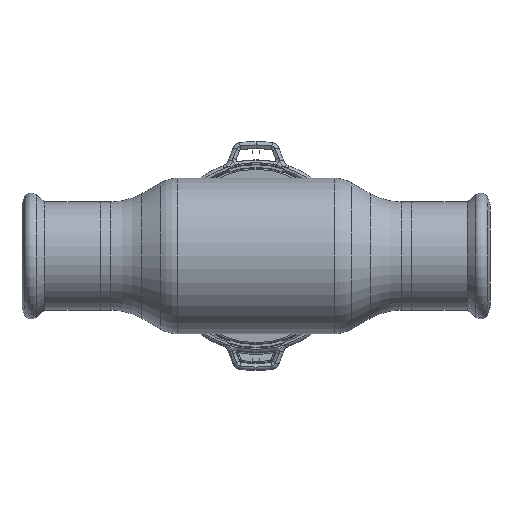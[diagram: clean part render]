
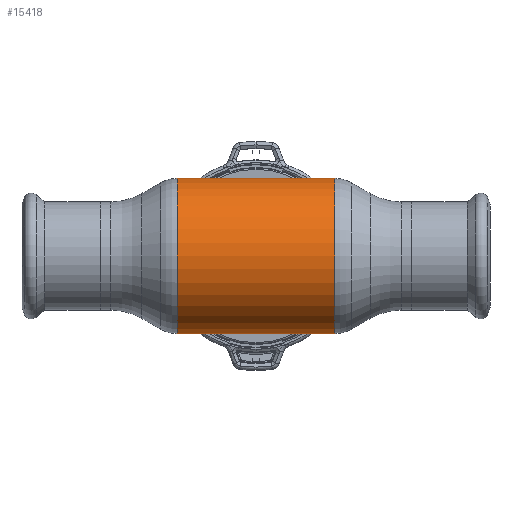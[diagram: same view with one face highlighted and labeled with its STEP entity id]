
A CAD part, front view. The second image highlights one B-rep face of the part: STEP entity #15418.
In plain terms, the highlighted cylindrical face has radius 27.5 mm (diameter 55 mm), a partial arc.
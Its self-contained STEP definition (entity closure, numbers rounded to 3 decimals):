
#984 = VECTOR ( 'NONE', #25932, 1000. ) ;
#1657 = VERTEX_POINT ( 'NONE', #31409 ) ;
#2402 = CARTESIAN_POINT ( 'NONE',  ( -62.69, 0., -27.5 ) ) ;
#2525 = CARTESIAN_POINT ( 'NONE',  ( -62.69, 0., 0. ) ) ;
#6106 = CYLINDRICAL_SURFACE ( 'NONE', #32828, 27.5 ) ;
#8364 = CARTESIAN_POINT ( 'NONE',  ( 27.785, 0., -27.5 ) ) ;
#8848 = ORIENTED_EDGE ( 'NONE', *, *, #37872, .T. ) ;
#10005 = EDGE_CURVE ( 'NONE', #30809, #1657, #26453, .T. ) ;
#10495 = DIRECTION ( 'NONE',  ( 0., 0., 1. ) ) ;
#11380 = DIRECTION ( 'NONE',  ( 0., 0., 1. ) ) ;
#13043 = ORIENTED_EDGE ( 'NONE', *, *, #10005, .F. ) ;
#13493 = DIRECTION ( 'NONE',  ( -1., 0., 0. ) ) ;
#13899 = EDGE_CURVE ( 'NONE', #17954, #30809, #17926, .T. ) ;
#14725 = CARTESIAN_POINT ( 'NONE',  ( -27.785, 0., -27.5 ) ) ;
#15418 = ADVANCED_FACE ( 'NONE', ( #35858 ), #6106, .T. ) ;
#15738 = ORIENTED_EDGE ( 'NONE', *, *, #13899, .F. ) ;
#16233 = ORIENTED_EDGE ( 'NONE', *, *, #21463, .T. ) ;
#17695 = DIRECTION ( 'NONE',  ( -1., 0., 0. ) ) ;
#17926 = LINE ( 'NONE', #2402, #21213 ) ;
#17954 = VERTEX_POINT ( 'NONE', #8364 ) ;
#20899 = CARTESIAN_POINT ( 'NONE',  ( 27.785, 0., 0. ) ) ;
#21213 = VECTOR ( 'NONE', #29770, 1000. ) ;
#21463 = EDGE_CURVE ( 'NONE', #17954, #27694, #22693, .T. ) ;
#22693 = CIRCLE ( 'NONE', #23332, 27.5 ) ;
#23134 = LINE ( 'NONE', #38850, #984 ) ;
#23332 = AXIS2_PLACEMENT_3D ( 'NONE', #20899, #36078, #11380 ) ;
#25932 = DIRECTION ( 'NONE',  ( -1., 0., 0. ) ) ;
#26453 = CIRCLE ( 'NONE', #31532, 27.5 ) ;
#27694 = VERTEX_POINT ( 'NONE', #38951 ) ;
#29058 = EDGE_LOOP ( 'NONE', ( #15738, #16233, #8848, #13043 ) ) ;
#29770 = DIRECTION ( 'NONE',  ( -1., 0., 0. ) ) ;
#29893 = DIRECTION ( 'NONE',  ( 0., 0., 1. ) ) ;
#30809 = VERTEX_POINT ( 'NONE', #14725 ) ;
#31409 = CARTESIAN_POINT ( 'NONE',  ( -27.785, 0., 27.5 ) ) ;
#31532 = AXIS2_PLACEMENT_3D ( 'NONE', #37802, #13493, #10495 ) ;
#32828 = AXIS2_PLACEMENT_3D ( 'NONE', #2525, #17695, #29893 ) ;
#35858 = FACE_OUTER_BOUND ( 'NONE', #29058, .T. ) ;
#36078 = DIRECTION ( 'NONE',  ( -1., 0., 0. ) ) ;
#37802 = CARTESIAN_POINT ( 'NONE',  ( -27.785, 0., 0. ) ) ;
#37872 = EDGE_CURVE ( 'NONE', #27694, #1657, #23134, .T. ) ;
#38850 = CARTESIAN_POINT ( 'NONE',  ( -62.69, 0., 27.5 ) ) ;
#38951 = CARTESIAN_POINT ( 'NONE',  ( 27.785, 0., 27.5 ) ) ;
